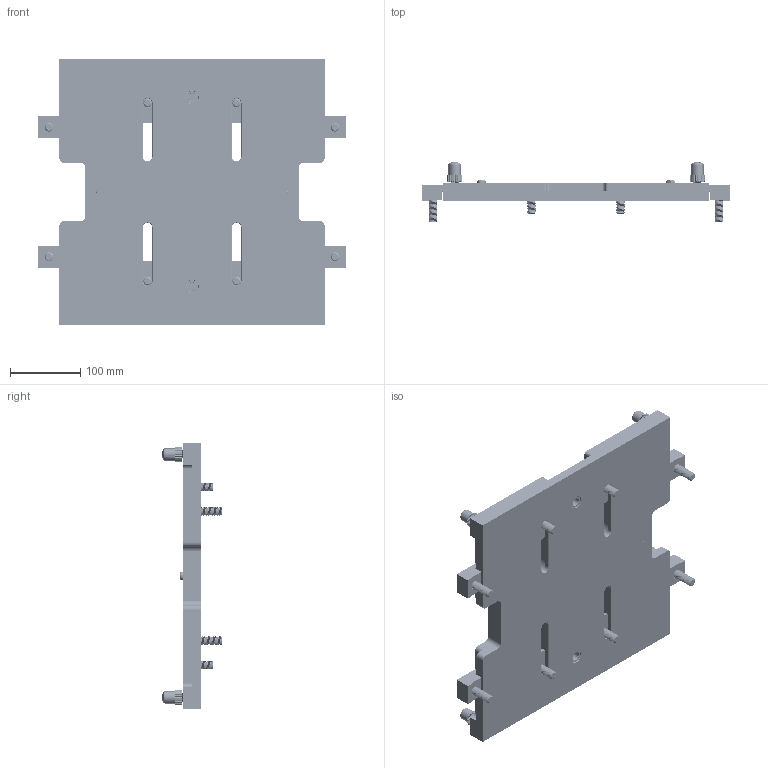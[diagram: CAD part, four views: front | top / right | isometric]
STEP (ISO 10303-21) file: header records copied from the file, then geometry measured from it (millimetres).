
FILE_DESCRIPTION (( 'STEP AP214' ), '1' );
FILE_NAME ('46600.STEP', '2018-08-29T18:34:40', ( 'Mike W' ), ( '' ), 'SwSTEP 2.0', 'SolidWorks 2017', '' );
FILE_SCHEMA (( 'AUTOMOTIVE_DESIGN' ));
Length unit declared in the file: inch
Products named in the file (16): 22810_22810; 453011_453011; 453010_453010; 46600_Bare_465001 with Inch to Meric Inserts; 466005_466005; 450701_450701; 465001_465001; 46600; 465201_465201; 46525_46525; 11520_11520; M425MM SHCS_M425MM SHCS; M1240MM SHCS_M1240MM SHCS; M1230MM SHCS_M1230MM SHCS; 11612 DD_11612 DD; 45055_45055
Assembly tree (47 placements, depth 3):
  46600
    46600_Bare_465001 with Inch to Meric Inserts
      465001_465001
      450701_450701  x4
      466005_466005  x8
    453010_453010
    453011_453011
    22810_22810  x4
    45055_45055  x4
    11612 DD_11612 DD  x4
    M1230MM SHCS_M1230MM SHCS  x4
    M1240MM SHCS_M1240MM SHCS  x4
    M425MM SHCS_M425MM SHCS  x2
    46525_46525
      11520_11520  x4
    465201_465201  x4
Bounding box: 438.4 x 86.35 x 378.46 mm (x, y, z)
Volume: 3257616.9 mm3; surface area: 455473.2 mm2
Topology: 41 solids, 73 shells, 4230 faces, 11896 edges, 7800 vertices
Faces by surface type: cylinder 2106, plane 1010, cone 882, bspline 128, torus 80, sphere 24
Entity records: 59169 total; most frequent: CARTESIAN_POINT 26772, ORIENTED_EDGE 7058, DIRECTION 5826, EDGE_CURVE 3545, VERTEX_POINT 2304, AXIS2_PLACEMENT_3D 2300, EDGE_LOOP 1373, ADVANCED_FACE 1306
